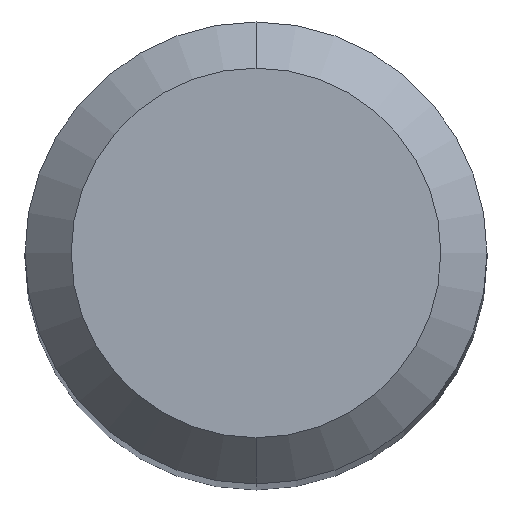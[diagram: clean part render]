
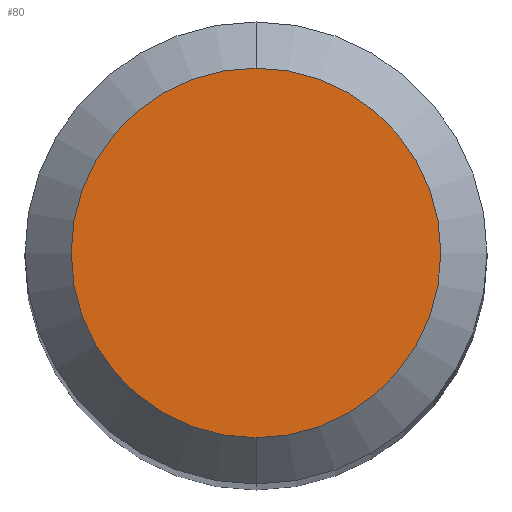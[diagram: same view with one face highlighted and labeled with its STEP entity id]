
A CAD part, top view. The second image highlights one B-rep face of the part: STEP entity #80.
In plain terms, the highlighted planar face has unit normal (0, 0, 1).
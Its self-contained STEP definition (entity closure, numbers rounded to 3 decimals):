
#80=ADVANCED_FACE('',(#171),#172,.T.);
#171=FACE_OUTER_BOUND('',#275,.T.);
#172=PLANE('',#276);
#275=EDGE_LOOP('',(#416,#417));
#276=AXIS2_PLACEMENT_3D('',#418,#419,#420);
#416=ORIENTED_EDGE('',*,*,#553,.F.);
#417=ORIENTED_EDGE('',*,*,#579,.F.);
#418=CARTESIAN_POINT('',(0.,1.2,44.925));
#419=DIRECTION('',(0.,0.,1.0));
#420=DIRECTION('',(0.,-1.0,0.));
#553=EDGE_CURVE('',#652,#654,#655,.T.);
#579=EDGE_CURVE('',#654,#652,#690,.T.);
#652=VERTEX_POINT('',#766);
#654=VERTEX_POINT('',#769);
#655=CIRCLE('',#770,2.4);
#690=CIRCLE('',#810,2.4);
#766=CARTESIAN_POINT('',(0.,2.4,44.925));
#769=CARTESIAN_POINT('',(0.,-2.4,44.925));
#770=AXIS2_PLACEMENT_3D('',#873,#874,#875);
#810=AXIS2_PLACEMENT_3D('',#917,#918,#919);
#873=CARTESIAN_POINT('',(0.,0.,44.925));
#874=DIRECTION('',(0.,0.0,-1.0));
#875=DIRECTION('',(0.0,1.0,0.0));
#917=CARTESIAN_POINT('',(0.,0.,44.925));
#918=DIRECTION('',(0.,0.0,-1.0));
#919=DIRECTION('',(0.0,1.0,0.0));
